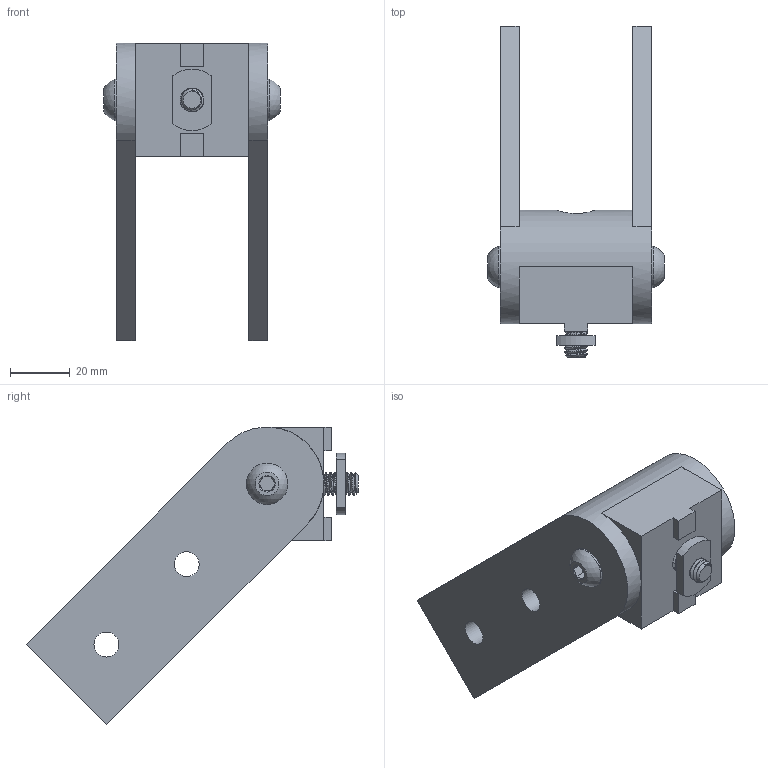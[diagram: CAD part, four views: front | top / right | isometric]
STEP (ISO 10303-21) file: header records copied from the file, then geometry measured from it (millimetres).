
FILE_DESCRIPTION(/* description */ (''),/* implementation_level */ '2;1');
FILE_NAME(/* name */ '47065t13_t-slotted_framing.stp',/* time_stamp */ '2024-07-17T15:36:27-04:00',/* author */ ('Todd McKenzie'),/* organization */ (''),/* preprocessor_version */ 'ST-DEVELOPER v18.1',/* originating_system */ 'Autodesk Inventor 2022',/* authorisation */ '');
FILE_SCHEMA (('AUTOMOTIVE_DESIGN { 1 0 10303 214 3 1 1 }'));
Products named in the file (1): 47065T13_T-SLOTTED_FRAMING
Bounding box: 59.23 x 111.3 x 99.87 mm (x, y, z)
Volume: 101192.3 mm3; surface area: 29049.3 mm2
Topology: 1 solids, 3 shells, 135 faces, 309 edges, 195 vertices
Faces by surface type: plane 62, cylinder 43, cone 22, bspline 6, sphere 2
Full cylindrical faces by diameter (mm): 7.938 x26, 8.331 x7, 11.906 x1, 13.081 x1, 13.894 x2
Entity records: 40745 total; most frequent: CARTESIAN_POINT 37804, ORIENTED_EDGE 618, DIRECTION 540, EDGE_CURVE 309, AXIS2_PLACEMENT_3D 197, VERTEX_POINT 195, EDGE_LOOP 162, LINE 146
